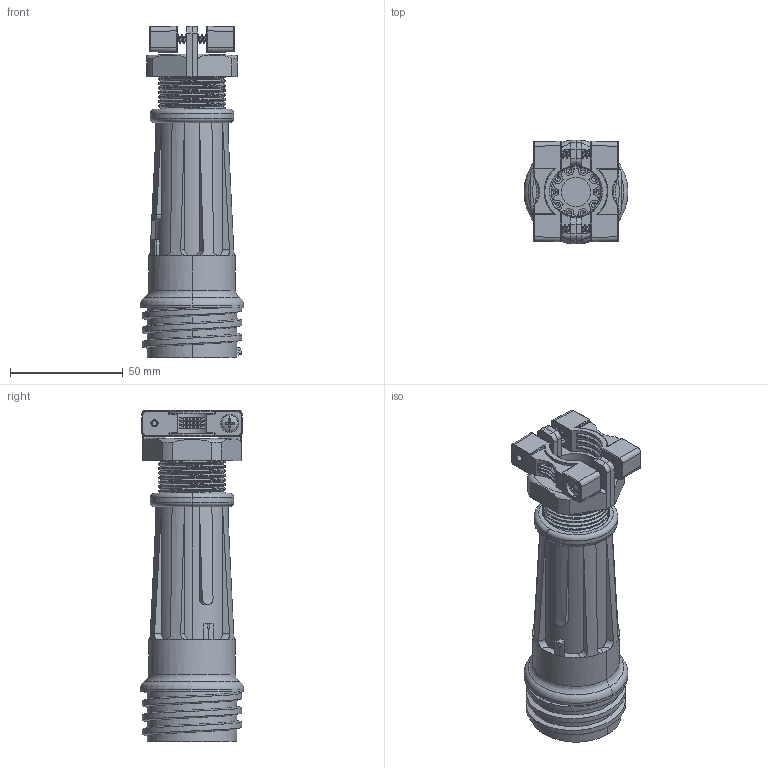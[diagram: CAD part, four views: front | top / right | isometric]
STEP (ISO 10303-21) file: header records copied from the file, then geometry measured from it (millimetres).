
FILE_DESCRIPTION(('STEP AP242'),'1');
FILE_NAME('pxa921-10-p.stp','2024-05-01T22:30:29',('TraceParts'),('TraceParts S.A.'),'Spatial InterOp 3D',' ',' ');
FILE_SCHEMA(('AP242_MANAGED_MODEL_BASED_3D_ENGINEERING_MIM_LF {1 0 10303 442 1 1 4}'));
Length unit declared in the file: millimetre
Products named in the file (1): pxa921-10-p_1
Bounding box: 46 x 46 x 146.65 mm (x, y, z)
Volume: 85573.1 mm3; surface area: 59371.8 mm2
Topology: 2 solids, 3 shells, 1776 faces, 4712 edges, 3008 vertices
Faces by surface type: plane 1066, cylinder 439, cone 112, bspline 106, sphere 32, torus 21
Entity records: 91171 total; most frequent: CARTESIAN_POINT 48251, ORIENTED_EDGE 9344, DIRECTION 8159, EDGE_CURVE 4672, LINE 3209, VECTOR 3209, VERTEX_POINT 3008, AXIS2_PLACEMENT_3D 2475
